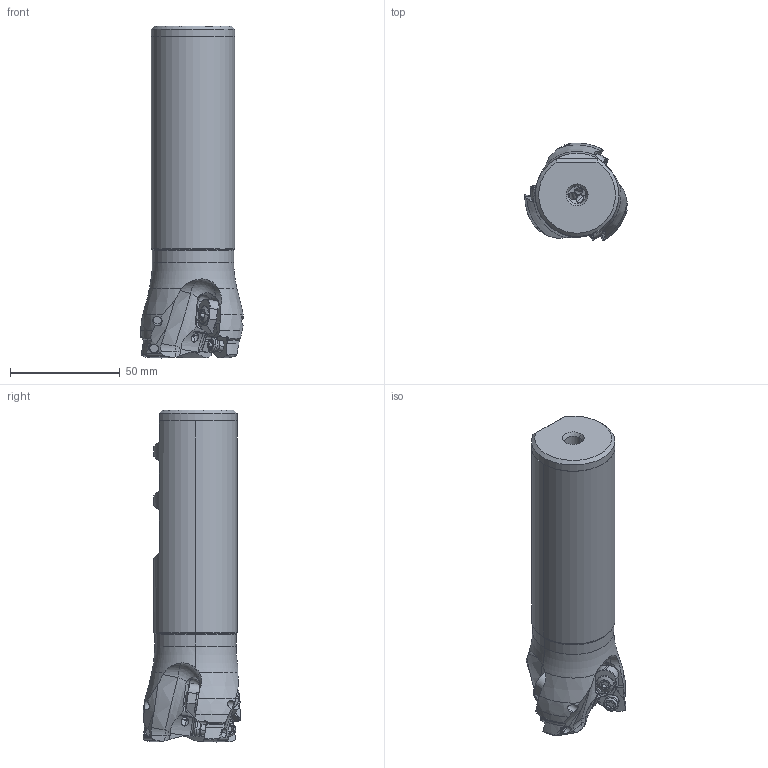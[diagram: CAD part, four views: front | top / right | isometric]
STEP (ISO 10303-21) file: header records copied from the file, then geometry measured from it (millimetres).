
FILE_DESCRIPTION(/* description */ (''),/* implementation_level */ '2;1');
FILE_NAME(/* name */ 'AJXU14R323WA24S.stp',/* time_stamp */ '2021-09-08T11:48:47+09:00',/* author */ (''),/* organization */ (''),/* preprocessor_version */ 'ST-DEVELOPER v16',/* originating_system */ 'SIEMENS PLM Software NX 10.0',/* authorisation */ '');
FILE_SCHEMA (('AUTOMOTIVE_DESIGN { 1 0 10303 214 3 1 1 1 }'));
Length unit declared in the file: millimetre
Products named in the file (1): AJXU14R323WA24S_ASM_18_ASM_1_ASM
Bounding box: 46.84 x 44.73 x 151.56 mm (x, y, z)
Volume: 157230.3 mm3; surface area: 30435.1 mm2
Topology: 13 solids, 13 shells, 657 faces, 1864 edges, 1259 vertices
Faces by surface type: cylinder 312, plane 186, cone 89, torus 37, sphere 18, bspline 15
Entity records: 27705 total; most frequent: CARTESIAN_POINT 10212, ORIENTED_EDGE 3642, DIRECTION 3622, EDGE_CURVE 1821, AXIS2_PLACEMENT_3D 1488, VERTEX_POINT 1210, CIRCLE 739, EDGE_LOOP 707
